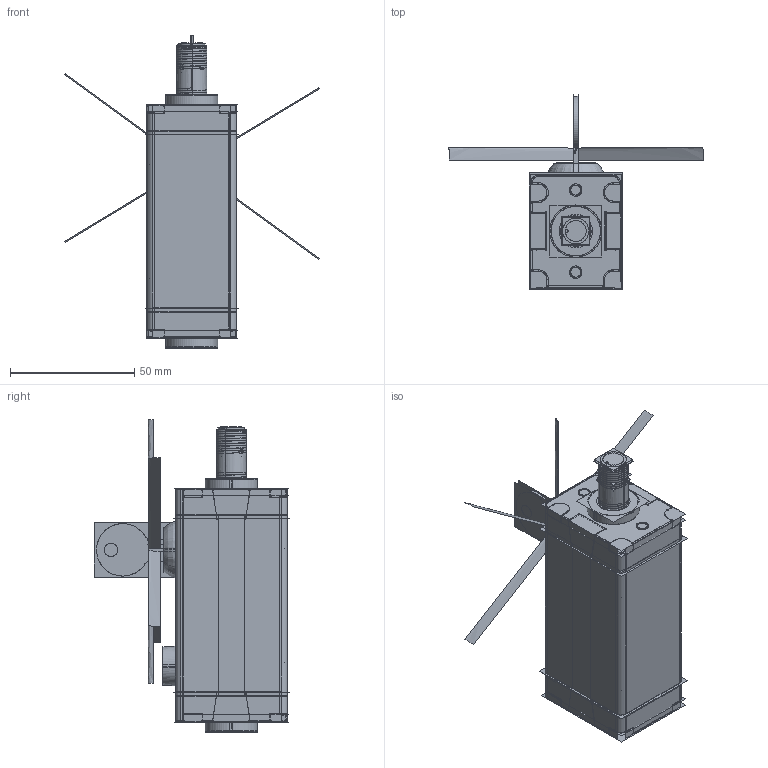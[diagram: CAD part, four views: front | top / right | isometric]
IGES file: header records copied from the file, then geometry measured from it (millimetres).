
Start section:  PTC IGES file: 215075.igs
Global section: file name: 215075.igs; native system: Creo Parametric by PTC Inc.; preprocessor: 2018300; author: pdmadmin; organization: Unknown; date: 20191122.105325; units: millimetre
Bounding box: 102.33 x 78.41 x 125.67 mm (x, y, z)
Volume: 78359.3 mm3; surface area: 317001.3 mm2
Topology: 11 solids, 17 shells, 1872 faces, 9532 edges, 12055 vertices
Faces by surface type: revolution 1006, bspline 866
